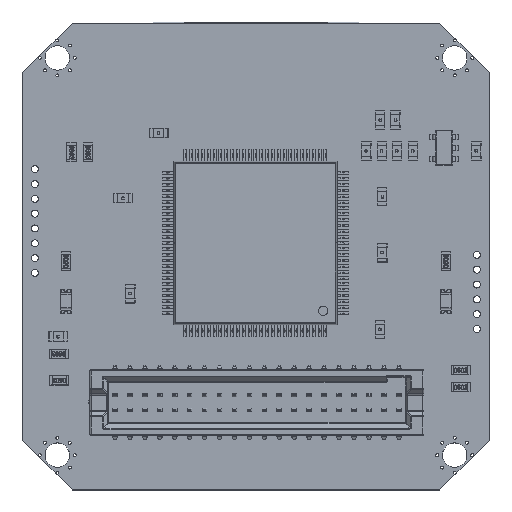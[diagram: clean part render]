
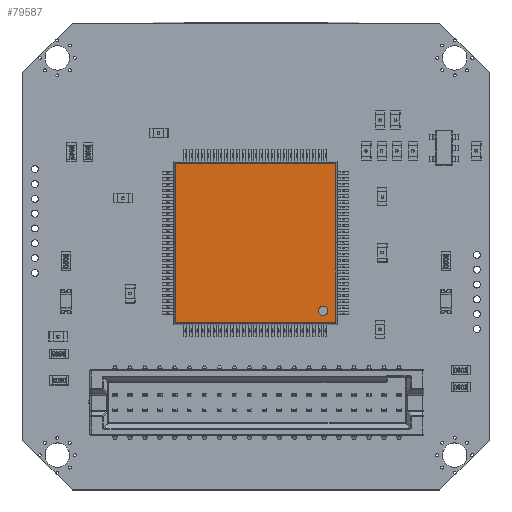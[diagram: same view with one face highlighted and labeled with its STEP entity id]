
A CAD part, top view. The second image highlights one B-rep face of the part: STEP entity #79587.
In plain terms, the highlighted planar face has unit normal (0, 0, 1).
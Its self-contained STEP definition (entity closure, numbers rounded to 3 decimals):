
#79587 = ADVANCED_FACE('',(#79588),#79602,.T.);
#79588 = FACE_BOUND('',#79589,.T.);
#79589 = EDGE_LOOP('',(#79590,#79625,#79653,#79681));
#79590 = ORIENTED_EDGE('',*,*,#79591,.F.);
#79591 = EDGE_CURVE('',#79592,#79594,#79596,.T.);
#79592 = VERTEX_POINT('',#79593);
#79593 = CARTESIAN_POINT('',(6.86,6.86,0.01));
#79594 = VERTEX_POINT('',#79595);
#79595 = CARTESIAN_POINT('',(6.86,-6.86,0.01));
#79596 = SURFACE_CURVE('',#79597,(#79601,#79613),.PCURVE_S1.);
#79597 = LINE('',#79598,#79599);
#79598 = CARTESIAN_POINT('',(6.86,6.86,0.01));
#79599 = VECTOR('',#79600,1.);
#79600 = DIRECTION('',(0.,-1.,0.));
#79601 = PCURVE('',#79602,#79607);
#79602 = PLANE('',#79603);
#79603 = AXIS2_PLACEMENT_3D('',#79604,#79605,#79606);
#79604 = CARTESIAN_POINT('',(-6.86,6.86,0.01));
#79605 = DIRECTION('',(0.,0.,1.));
#79606 = DIRECTION('',(1.,0.,0.));
#79607 = DEFINITIONAL_REPRESENTATION('',(#79608),#79612);
#79608 = LINE('',#79609,#79610);
#79609 = CARTESIAN_POINT('',(13.72,0.));
#79610 = VECTOR('',#79611,1.);
#79611 = DIRECTION('',(0.,-1.));
#79612 = ( GEOMETRIC_REPRESENTATION_CONTEXT(2) 
PARAMETRIC_REPRESENTATION_CONTEXT() REPRESENTATION_CONTEXT('2D SPACE',''
  ) );
#79613 = PCURVE('',#79614,#79619);
#79614 = PLANE('',#79615);
#79615 = AXIS2_PLACEMENT_3D('',#79616,#79617,#79618);
#79616 = CARTESIAN_POINT('',(6.86,6.86,0.));
#79617 = DIRECTION('',(1.,0.,0.));
#79618 = DIRECTION('',(0.,0.,-1.));
#79619 = DEFINITIONAL_REPRESENTATION('',(#79620),#79624);
#79620 = LINE('',#79621,#79622);
#79621 = CARTESIAN_POINT('',(-0.01,0.));
#79622 = VECTOR('',#79623,1.);
#79623 = DIRECTION('',(0.,-1.));
#79624 = ( GEOMETRIC_REPRESENTATION_CONTEXT(2) 
PARAMETRIC_REPRESENTATION_CONTEXT() REPRESENTATION_CONTEXT('2D SPACE',''
  ) );
#79625 = ORIENTED_EDGE('',*,*,#79626,.F.);
#79626 = EDGE_CURVE('',#79627,#79592,#79629,.T.);
#79627 = VERTEX_POINT('',#79628);
#79628 = CARTESIAN_POINT('',(-6.86,6.86,0.01));
#79629 = SURFACE_CURVE('',#79630,(#79634,#79641),.PCURVE_S1.);
#79630 = LINE('',#79631,#79632);
#79631 = CARTESIAN_POINT('',(-6.86,6.86,0.01));
#79632 = VECTOR('',#79633,1.);
#79633 = DIRECTION('',(1.,0.,0.));
#79634 = PCURVE('',#79602,#79635);
#79635 = DEFINITIONAL_REPRESENTATION('',(#79636),#79640);
#79636 = LINE('',#79637,#79638);
#79637 = CARTESIAN_POINT('',(0.,0.));
#79638 = VECTOR('',#79639,1.);
#79639 = DIRECTION('',(1.,0.));
#79640 = ( GEOMETRIC_REPRESENTATION_CONTEXT(2) 
PARAMETRIC_REPRESENTATION_CONTEXT() REPRESENTATION_CONTEXT('2D SPACE',''
  ) );
#79641 = PCURVE('',#79642,#79647);
#79642 = PLANE('',#79643);
#79643 = AXIS2_PLACEMENT_3D('',#79644,#79645,#79646);
#79644 = CARTESIAN_POINT('',(-6.86,6.86,0.));
#79645 = DIRECTION('',(0.,1.,0.));
#79646 = DIRECTION('',(0.,0.,1.));
#79647 = DEFINITIONAL_REPRESENTATION('',(#79648),#79652);
#79648 = LINE('',#79649,#79650);
#79649 = CARTESIAN_POINT('',(0.01,0.));
#79650 = VECTOR('',#79651,1.);
#79651 = DIRECTION('',(0.,1.));
#79652 = ( GEOMETRIC_REPRESENTATION_CONTEXT(2) 
PARAMETRIC_REPRESENTATION_CONTEXT() REPRESENTATION_CONTEXT('2D SPACE',''
  ) );
#79653 = ORIENTED_EDGE('',*,*,#79654,.F.);
#79654 = EDGE_CURVE('',#79655,#79627,#79657,.T.);
#79655 = VERTEX_POINT('',#79656);
#79656 = CARTESIAN_POINT('',(-6.86,-6.86,0.01));
#79657 = SURFACE_CURVE('',#79658,(#79662,#79669),.PCURVE_S1.);
#79658 = LINE('',#79659,#79660);
#79659 = CARTESIAN_POINT('',(-6.86,-6.86,0.01));
#79660 = VECTOR('',#79661,1.);
#79661 = DIRECTION('',(0.,1.,0.));
#79662 = PCURVE('',#79602,#79663);
#79663 = DEFINITIONAL_REPRESENTATION('',(#79664),#79668);
#79664 = LINE('',#79665,#79666);
#79665 = CARTESIAN_POINT('',(0.,-13.72));
#79666 = VECTOR('',#79667,1.);
#79667 = DIRECTION('',(0.,1.));
#79668 = ( GEOMETRIC_REPRESENTATION_CONTEXT(2) 
PARAMETRIC_REPRESENTATION_CONTEXT() REPRESENTATION_CONTEXT('2D SPACE',''
  ) );
#79669 = PCURVE('',#79670,#79675);
#79670 = PLANE('',#79671);
#79671 = AXIS2_PLACEMENT_3D('',#79672,#79673,#79674);
#79672 = CARTESIAN_POINT('',(-6.86,-6.86,0.));
#79673 = DIRECTION('',(-1.,0.,0.));
#79674 = DIRECTION('',(0.,0.,1.));
#79675 = DEFINITIONAL_REPRESENTATION('',(#79676),#79680);
#79676 = LINE('',#79677,#79678);
#79677 = CARTESIAN_POINT('',(0.01,0.));
#79678 = VECTOR('',#79679,1.);
#79679 = DIRECTION('',(0.,1.));
#79680 = ( GEOMETRIC_REPRESENTATION_CONTEXT(2) 
PARAMETRIC_REPRESENTATION_CONTEXT() REPRESENTATION_CONTEXT('2D SPACE',''
  ) );
#79681 = ORIENTED_EDGE('',*,*,#79682,.F.);
#79682 = EDGE_CURVE('',#79594,#79655,#79683,.T.);
#79683 = SURFACE_CURVE('',#79684,(#79688,#79695),.PCURVE_S1.);
#79684 = LINE('',#79685,#79686);
#79685 = CARTESIAN_POINT('',(6.86,-6.86,0.01));
#79686 = VECTOR('',#79687,1.);
#79687 = DIRECTION('',(-1.,0.,0.));
#79688 = PCURVE('',#79602,#79689);
#79689 = DEFINITIONAL_REPRESENTATION('',(#79690),#79694);
#79690 = LINE('',#79691,#79692);
#79691 = CARTESIAN_POINT('',(13.72,-13.72));
#79692 = VECTOR('',#79693,1.);
#79693 = DIRECTION('',(-1.,0.));
#79694 = ( GEOMETRIC_REPRESENTATION_CONTEXT(2) 
PARAMETRIC_REPRESENTATION_CONTEXT() REPRESENTATION_CONTEXT('2D SPACE',''
  ) );
#79695 = PCURVE('',#79696,#79701);
#79696 = PLANE('',#79697);
#79697 = AXIS2_PLACEMENT_3D('',#79698,#79699,#79700);
#79698 = CARTESIAN_POINT('',(6.86,-6.86,0.));
#79699 = DIRECTION('',(0.,-1.,0.));
#79700 = DIRECTION('',(0.,0.,-1.));
#79701 = DEFINITIONAL_REPRESENTATION('',(#79702),#79706);
#79702 = LINE('',#79703,#79704);
#79703 = CARTESIAN_POINT('',(-0.01,0.));
#79704 = VECTOR('',#79705,1.);
#79705 = DIRECTION('',(0.,-1.));
#79706 = ( GEOMETRIC_REPRESENTATION_CONTEXT(2) 
PARAMETRIC_REPRESENTATION_CONTEXT() REPRESENTATION_CONTEXT('2D SPACE',''
  ) );
